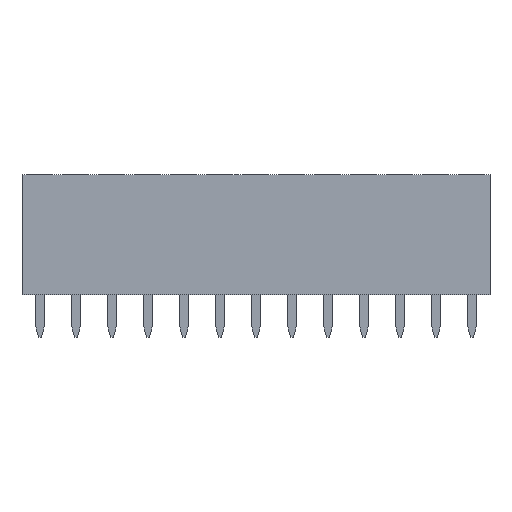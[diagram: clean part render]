
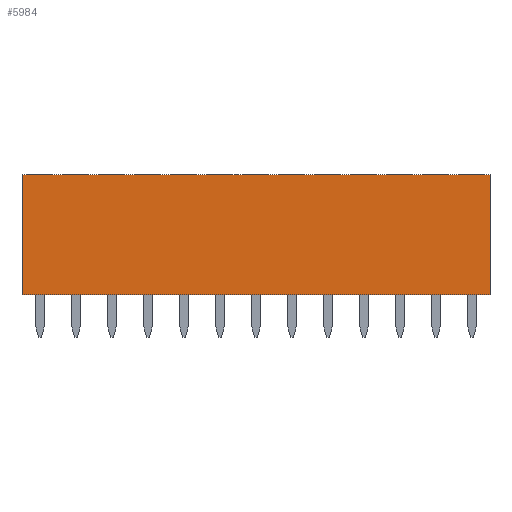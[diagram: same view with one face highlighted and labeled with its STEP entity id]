
A CAD part, front view. The second image highlights one B-rep face of the part: STEP entity #5984.
In plain terms, the highlighted planar face has unit normal (0, -1, 0).
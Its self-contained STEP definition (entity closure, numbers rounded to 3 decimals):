
#5984=ADVANCED_FACE('',(#11126),#11128,.T.);
#11126=FACE_BOUND('',#11127,.T.);
#11127=EDGE_LOOP('',(#15129,#15130,#15131,#15132));
#11128=PLANE('',#11129);
#11129=AXIS2_PLACEMENT_3D('',#11130,#11131,#11132);
#11130=CARTESIAN_POINT('',(-1.27,-1.27,0.));
#11131=DIRECTION('',(0.,-1.,0.));
#11132=DIRECTION('',(1.,0.,0.));
#15129=ORIENTED_EDGE('',*,*,#17231,.T.);
#15130=ORIENTED_EDGE('',*,*,#17074,.T.);
#15131=ORIENTED_EDGE('',*,*,#17203,.F.);
#15132=ORIENTED_EDGE('',*,*,#17063,.F.);
#17063=EDGE_CURVE('',#20127,#20129,#20130,.T.);
#17074=EDGE_CURVE('',#20149,#20147,#20150,.T.);
#17203=EDGE_CURVE('',#20129,#20147,#20303,.T.);
#17231=EDGE_CURVE('',#20127,#20149,#20335,.T.);
#20127=VERTEX_POINT('',#26841);
#20129=VERTEX_POINT('',#26845);
#20130=LINE('',#26846,#26847);
#20147=VERTEX_POINT('',#26883);
#20149=VERTEX_POINT('',#26887);
#20150=LINE('',#26888,#26889);
#20303=LINE('',#27303,#27304);
#20335=LINE('',#27391,#27392);
#26841=CARTESIAN_POINT('',(-1.27,-1.27,0.));
#26845=CARTESIAN_POINT('',(-1.27,-1.27,8.5));
#26846=CARTESIAN_POINT('',(-1.27,-1.27,0.));
#26847=VECTOR('',#26848,1.);
#26848=DIRECTION('',(0.,0.,1.));
#26883=CARTESIAN_POINT('',(31.75,-1.27,8.5));
#26887=CARTESIAN_POINT('',(31.75,-1.27,0.));
#26888=CARTESIAN_POINT('',(31.75,-1.27,0.));
#26889=VECTOR('',#26890,1.);
#26890=DIRECTION('',(0.,0.,1.));
#27303=CARTESIAN_POINT('',(-1.27,-1.27,8.5));
#27304=VECTOR('',#27305,1.);
#27305=DIRECTION('',(1.,0.,0.));
#27391=CARTESIAN_POINT('',(-1.27,-1.27,0.));
#27392=VECTOR('',#27393,1.);
#27393=DIRECTION('',(1.,0.,0.));
